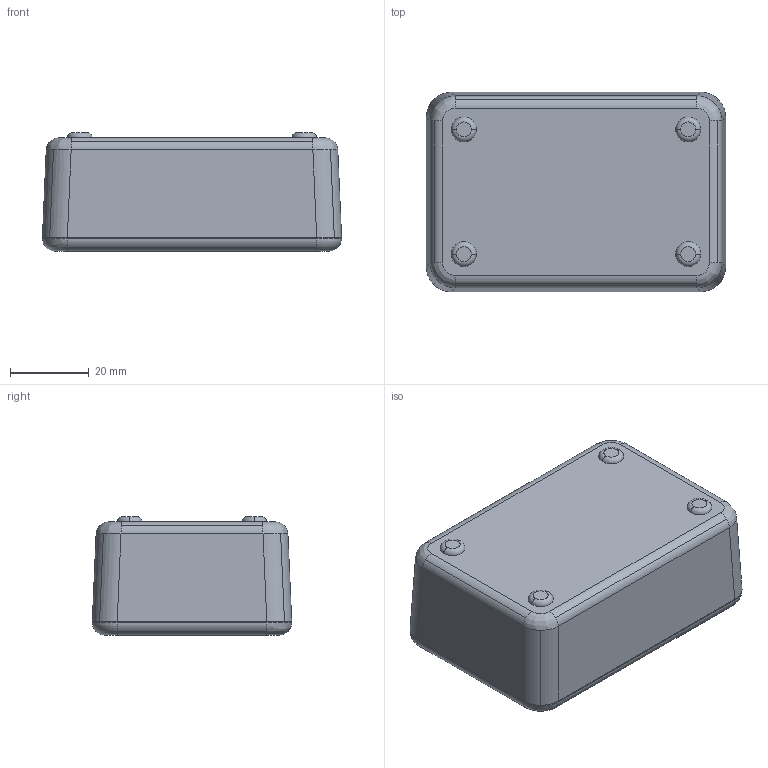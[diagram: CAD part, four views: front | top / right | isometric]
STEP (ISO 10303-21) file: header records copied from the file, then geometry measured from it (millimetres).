
FILE_DESCRIPTION((''),'2;1');
FILE_NAME('Enclosure1801.stp','2008-01-03T17:32:14',('Owner'),(''),'Autodesk Inventor (R) 6.0','Autodesk Inventor (R) 6.0','');
FILE_SCHEMA(('AUTOMOTIVE_DESIGN { 1 0 10303 214 1 1 1 1 }'));
Length unit declared in the file: inch
Products named in the file (3): Enclosure1801; Enclosure1801-Cover
Assembly tree (2 placements, depth 2):
  Enclosure1801
    Enclosure1801
    Enclosure1801-Cover
Bounding box: 76.2 x 50.8 x 30.1 mm (x, y, z)
Volume: 36931.2 mm3; surface area: 33265.2 mm2
Topology: 2 solids, 2 shells, 287 faces, 736 edges, 480 vertices
Faces by surface type: cylinder 120, bspline 80, plane 77, torus 10
Entity records: 9888 total; most frequent: CARTESIAN_POINT 2766, DIRECTION 1492, ORIENTED_EDGE 1472, EDGE_CURVE 736, AXIS2_PLACEMENT_3D 544, VERTEX_POINT 480, VECTOR 404, LINE 404
